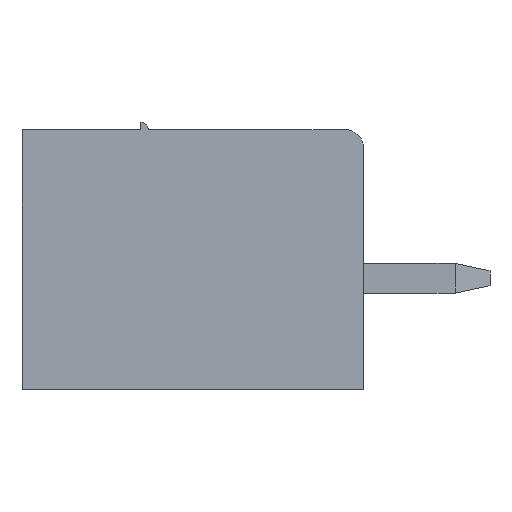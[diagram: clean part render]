
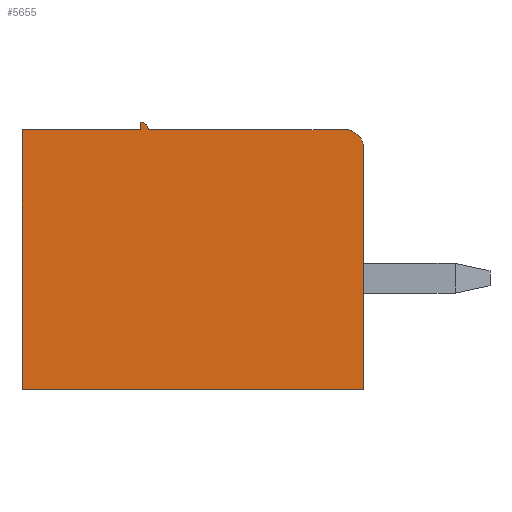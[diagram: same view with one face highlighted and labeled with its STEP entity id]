
A CAD part, left-side view. The second image highlights one B-rep face of the part: STEP entity #5655.
In plain terms, the highlighted planar face has unit normal (-1, 0, 0).
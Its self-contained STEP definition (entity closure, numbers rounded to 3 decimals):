
#207 = DIRECTION ( 'NONE',  ( 1., 0., 0. ) ) ;
#701 = CIRCLE ( 'NONE', #20817, 0.5 ) ;
#2053 = CARTESIAN_POINT ( 'NONE',  ( 0., 0., 6.5 ) ) ;
#2062 = EDGE_LOOP ( 'NONE', ( #25467, #8538, #18282, #28671, #15016, #26261, #5946, #15724 ) ) ;
#2093 = CARTESIAN_POINT ( 'NONE',  ( 0., 0., 0. ) ) ;
#2160 = EDGE_CURVE ( 'NONE', #3282, #27472, #3303, .T. ) ;
#2323 = VECTOR ( 'NONE', #15172, 1000. ) ;
#2737 = DIRECTION ( 'NONE',  ( 0., 0., -1. ) ) ;
#3004 = CARTESIAN_POINT ( 'NONE',  ( 0., 9.2, 7. ) ) ;
#3282 = VERTEX_POINT ( 'NONE', #12089 ) ;
#3303 = LINE ( 'NONE', #5291, #28250 ) ;
#3426 = VECTOR ( 'NONE', #14250, 1000. ) ;
#4562 = EDGE_CURVE ( 'NONE', #26136, #28377, #20495, .T. ) ;
#4569 = VECTOR ( 'NONE', #13831, 1000. ) ;
#5291 = CARTESIAN_POINT ( 'NONE',  ( 0., 9.2, 0. ) ) ;
#5329 = EDGE_CURVE ( 'NONE', #15225, #27877, #21281, .T. ) ;
#5655 = ADVANCED_FACE ( 'NONE', ( #18965 ), #12065, .F. ) ;
#5946 = ORIENTED_EDGE ( 'NONE', *, *, #9054, .F. ) ;
#6980 = CARTESIAN_POINT ( 'NONE',  ( 0., 9.2, 7. ) ) ;
#6998 = EDGE_CURVE ( 'NONE', #27472, #28965, #23347, .T. ) ;
#7035 = CIRCLE ( 'NONE', #24671, 0.2 ) ;
#7497 = DIRECTION ( 'NONE',  ( -1., 0., 0. ) ) ;
#7858 = CARTESIAN_POINT ( 'NONE',  ( 0., 6., 7.2 ) ) ;
#8538 = ORIENTED_EDGE ( 'NONE', *, *, #24466, .T. ) ;
#8796 = CARTESIAN_POINT ( 'NONE',  ( 0., 9.2, 7. ) ) ;
#8841 = DIRECTION ( 'NONE',  ( 0., 0., -1. ) ) ;
#9054 = EDGE_CURVE ( 'NONE', #3282, #23705, #12277, .T. ) ;
#9601 = DIRECTION ( 'NONE',  ( 0., 0., -1. ) ) ;
#9906 = DIRECTION ( 'NONE',  ( 0., -1., 0. ) ) ;
#10993 = VECTOR ( 'NONE', #9906, 1000. ) ;
#12065 = PLANE ( 'NONE',  #17617 ) ;
#12089 = CARTESIAN_POINT ( 'NONE',  ( 0., 9.2, 0. ) ) ;
#12277 = LINE ( 'NONE', #26645, #2323 ) ;
#13831 = DIRECTION ( 'NONE',  ( 0., 0., 1. ) ) ;
#14090 = CARTESIAN_POINT ( 'NONE',  ( 0., 9.2, 7. ) ) ;
#14250 = DIRECTION ( 'NONE',  ( 0., -1., 0. ) ) ;
#15016 = ORIENTED_EDGE ( 'NONE', *, *, #4562, .T. ) ;
#15172 = DIRECTION ( 'NONE',  ( 0., 0., 1. ) ) ;
#15225 = VERTEX_POINT ( 'NONE', #15836 ) ;
#15724 = ORIENTED_EDGE ( 'NONE', *, *, #2160, .T. ) ;
#15836 = CARTESIAN_POINT ( 'NONE',  ( 0., 5.8, 7. ) ) ;
#17617 = AXIS2_PLACEMENT_3D ( 'NONE', #6980, #207, #9601 ) ;
#18282 = ORIENTED_EDGE ( 'NONE', *, *, #5329, .F. ) ;
#18965 = FACE_OUTER_BOUND ( 'NONE', #2062, .T. ) ;
#19861 = EDGE_CURVE ( 'NONE', #15225, #26136, #7035, .T. ) ;
#20495 = LINE ( 'NONE', #29835, #25733 ) ;
#20664 = CARTESIAN_POINT ( 'NONE',  ( 0., 6., 7. ) ) ;
#20817 = AXIS2_PLACEMENT_3D ( 'NONE', #28512, #7497, #2737 ) ;
#21281 = LINE ( 'NONE', #14090, #3426 ) ;
#21514 = CARTESIAN_POINT ( 'NONE',  ( 0., 6., 7. ) ) ;
#21734 = EDGE_CURVE ( 'NONE', #23705, #28377, #26011, .T. ) ;
#23347 = LINE ( 'NONE', #30234, #4569 ) ;
#23705 = VERTEX_POINT ( 'NONE', #8796 ) ;
#24151 = DIRECTION ( 'NONE',  ( 0., -1., 0. ) ) ;
#24466 = EDGE_CURVE ( 'NONE', #28965, #27877, #701, .T. ) ;
#24671 = AXIS2_PLACEMENT_3D ( 'NONE', #21514, #28720, #28096 ) ;
#24933 = CARTESIAN_POINT ( 'NONE',  ( 0., 0.5, 7. ) ) ;
#25467 = ORIENTED_EDGE ( 'NONE', *, *, #6998, .T. ) ;
#25733 = VECTOR ( 'NONE', #8841, 1000. ) ;
#26011 = LINE ( 'NONE', #3004, #10993 ) ;
#26136 = VERTEX_POINT ( 'NONE', #7858 ) ;
#26261 = ORIENTED_EDGE ( 'NONE', *, *, #21734, .F. ) ;
#26645 = CARTESIAN_POINT ( 'NONE',  ( 0., 9.2, 7. ) ) ;
#27472 = VERTEX_POINT ( 'NONE', #2093 ) ;
#27877 = VERTEX_POINT ( 'NONE', #24933 ) ;
#28096 = DIRECTION ( 'NONE',  ( 0., 0., 1. ) ) ;
#28250 = VECTOR ( 'NONE', #24151, 1000. ) ;
#28377 = VERTEX_POINT ( 'NONE', #20664 ) ;
#28512 = CARTESIAN_POINT ( 'NONE',  ( 0., 0.5, 6.5 ) ) ;
#28671 = ORIENTED_EDGE ( 'NONE', *, *, #19861, .T. ) ;
#28720 = DIRECTION ( 'NONE',  ( -1., 0., 0. ) ) ;
#28965 = VERTEX_POINT ( 'NONE', #2053 ) ;
#29835 = CARTESIAN_POINT ( 'NONE',  ( 0., 6., 7. ) ) ;
#30234 = CARTESIAN_POINT ( 'NONE',  ( 0., 0., 7. ) ) ;
